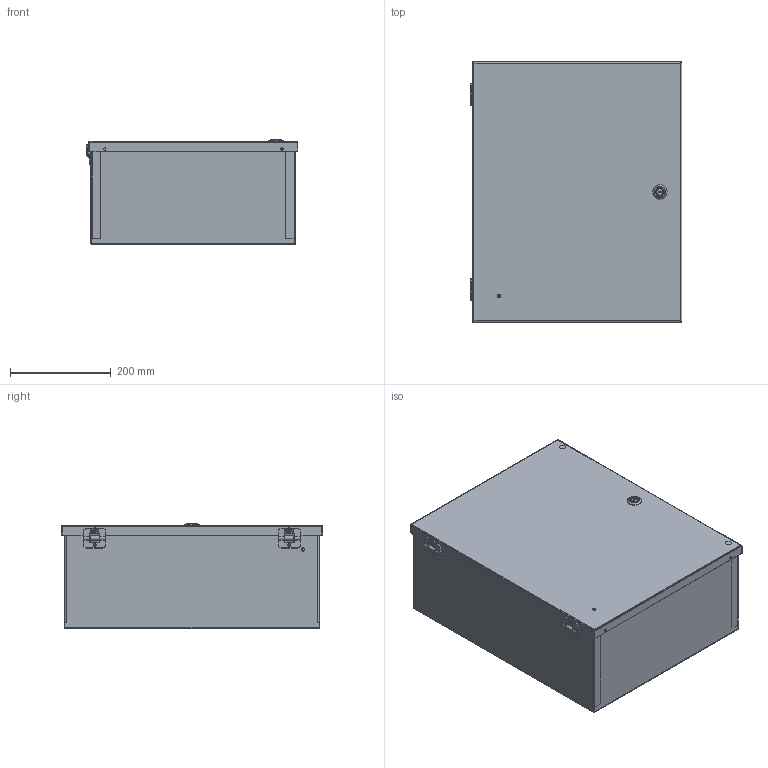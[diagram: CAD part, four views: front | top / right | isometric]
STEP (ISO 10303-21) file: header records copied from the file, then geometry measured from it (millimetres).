
FILE_DESCRIPTION (( 'STEP AP203' ), '1' );
FILE_NAME ('SCE-20N1608LP.step', '2021-02-09T15:09:11', ( 'ADC123' ), ( 'Microsoft' ), 'SwSTEP 2.0', 'SolidWorks 2019', '' );
FILE_SCHEMA (( 'CONFIG_CONTROL_DESIGN' ));
Products named in the file (1): SCE-20N1608LP
Bounding box: 421.44 x 517.52 x 209.98 mm (x, y, z)
Surface area: 2071005.4 mm2 (no closed solid volume)
Topology: 0 solids, 35 shells, 3058 faces, 8318 edges, 5226 vertices
Faces by surface type: plane 1038, cylinder 1032, bspline 897, cone 91
Full cylindrical faces by diameter (mm): 2.743 x4, 3.439 x4, 3.962 x2, 4.013 x6, 4.064 x4, 4.318 x4, 4.763 x4, 4.775 x2, 4.905 x2, 5.537 x2, 6.02 x4, 6.299 x4, 6.35 x4, 6.502 x2, 7.137 x4, 8.192 x2, 8.357 x4, 8.661 x4, 8.715 x4, 11.176 x1, 12.17 x4, 12.497 x4, 12.7 x2, 15.748 x1, 16.129 x1, 28.575 x2
Entity records: 188430 total; most frequent: CARTESIAN_POINT 122573, ORIENTED_EDGE 15264, DIRECTION 10515, EDGE_CURVE 8004, VERTEX_POINT 5170, AXIS2_PLACEMENT_3D 3825, EDGE_LOOP 3326, B_SPLINE_CURVE_WITH_KNOTS 3242
